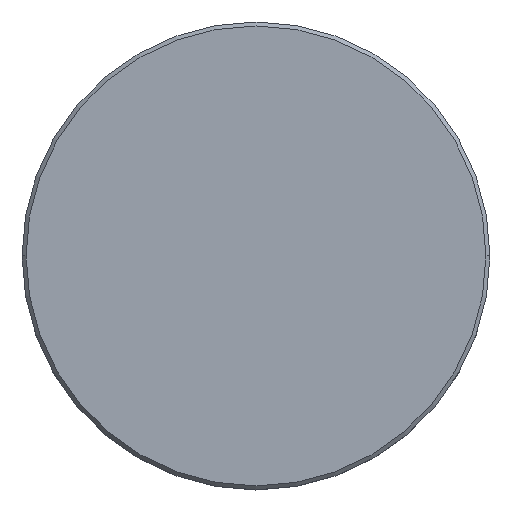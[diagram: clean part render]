
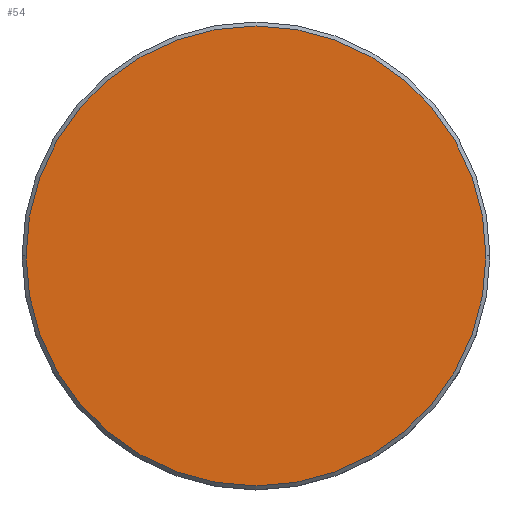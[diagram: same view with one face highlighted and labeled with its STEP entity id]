
A CAD part, top view. The second image highlights one B-rep face of the part: STEP entity #54.
In plain terms, the highlighted planar face has unit normal (0, 0, 1).
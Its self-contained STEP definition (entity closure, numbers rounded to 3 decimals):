
#48 = AXIS2_PLACEMENT_3D ( 'NONE', #849, #1147, #310 ) ;
#54 = ADVANCED_FACE ( 'NONE', ( #444 ), #737, .T. ) ;
#71 = VERTEX_POINT ( 'NONE', #1180 ) ;
#223 = AXIS2_PLACEMENT_3D ( 'NONE', #622, #635, #252 ) ;
#246 = CIRCLE ( 'NONE', #930, 29. ) ;
#252 = DIRECTION ( 'NONE',  ( 1., 0., 0. ) ) ;
#307 = DIRECTION ( 'NONE',  ( 0., 0., 1. ) ) ;
#310 = DIRECTION ( 'NONE',  ( 1., 0., 0. ) ) ;
#313 = ORIENTED_EDGE ( 'NONE', *, *, #1063, .T. ) ;
#323 = CIRCLE ( 'NONE', #48, 29. ) ;
#400 = CARTESIAN_POINT ( 'NONE',  ( 0., 0., 0. ) ) ;
#408 = VERTEX_POINT ( 'NONE', #830 ) ;
#444 = FACE_OUTER_BOUND ( 'NONE', #943, .T. ) ;
#491 = ORIENTED_EDGE ( 'NONE', *, *, #1096, .T. ) ;
#622 = CARTESIAN_POINT ( 'NONE',  ( 0., 0., 0. ) ) ;
#635 = DIRECTION ( 'NONE',  ( 0., 0., 1. ) ) ;
#737 = PLANE ( 'NONE',  #223 ) ;
#782 = DIRECTION ( 'NONE',  ( 1., 0., 0. ) ) ;
#830 = CARTESIAN_POINT ( 'NONE',  ( -29., 0., 0. ) ) ;
#849 = CARTESIAN_POINT ( 'NONE',  ( 0., 0., 0. ) ) ;
#930 = AXIS2_PLACEMENT_3D ( 'NONE', #400, #307, #782 ) ;
#943 = EDGE_LOOP ( 'NONE', ( #491, #313 ) ) ;
#1063 = EDGE_CURVE ( 'NONE', #71, #408, #246, .T. ) ;
#1096 = EDGE_CURVE ( 'NONE', #408, #71, #323, .T. ) ;
#1147 = DIRECTION ( 'NONE',  ( 0., 0., 1. ) ) ;
#1180 = CARTESIAN_POINT ( 'NONE',  ( 29., 0., 0. ) ) ;
